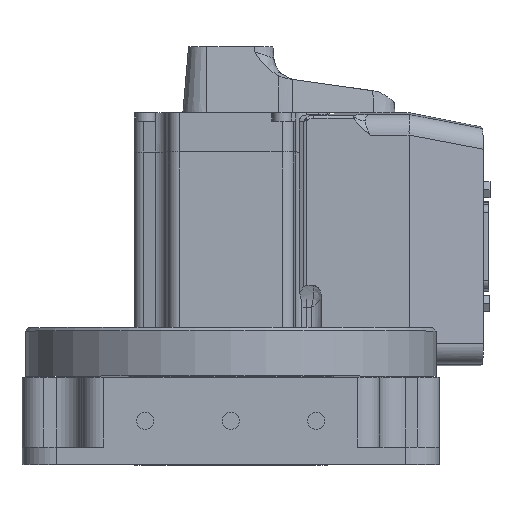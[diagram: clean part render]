
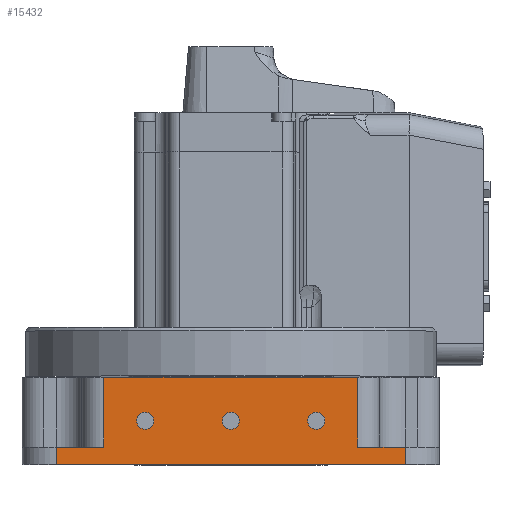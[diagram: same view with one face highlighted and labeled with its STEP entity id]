
A CAD part, top view. The second image highlights one B-rep face of the part: STEP entity #15432.
In plain terms, the highlighted planar face has unit normal (0, 0, 1).
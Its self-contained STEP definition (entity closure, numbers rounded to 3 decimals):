
#144 = DIRECTION ( 'NONE',  ( 1., 0., 0. ) ) ;
#351 = LINE ( 'NONE', #2445, #17397 ) ;
#882 = VECTOR ( 'NONE', #3565, 1000. ) ;
#1138 = EDGE_CURVE ( 'NONE', #12487, #25485, #20443, .T. ) ;
#1300 = EDGE_CURVE ( 'NONE', #25485, #12487, #17115, .T. ) ;
#1752 = AXIS2_PLACEMENT_3D ( 'NONE', #5898, #25663, #144 ) ;
#1864 = VERTEX_POINT ( 'NONE', #18743 ) ;
#2065 = CARTESIAN_POINT ( 'NONE',  ( -51., 25.38, 61. ) ) ;
#2216 = CARTESIAN_POINT ( 'NONE',  ( -25., 12.7, 61. ) ) ;
#2318 = FACE_BOUND ( 'NONE', #7622, .T. ) ;
#2422 = DIRECTION ( 'NONE',  ( 1., 0., 0. ) ) ;
#2445 = CARTESIAN_POINT ( 'NONE',  ( -37.1, 36.8, 61. ) ) ;
#3361 = EDGE_CURVE ( 'NONE', #20532, #11849, #6514, .T. ) ;
#3461 = DIRECTION ( 'NONE',  ( 1., 0., 0. ) ) ;
#3500 = CARTESIAN_POINT ( 'NONE',  ( 37.1, 25.38, 61. ) ) ;
#3565 = DIRECTION ( 'NONE',  ( 0., -1., 0. ) ) ;
#3916 = DIRECTION ( 'NONE',  ( 1., 0., 0. ) ) ;
#3950 = CARTESIAN_POINT ( 'NONE',  ( -51., 25.38, 61. ) ) ;
#4146 = EDGE_CURVE ( 'NONE', #15814, #1864, #22326, .T. ) ;
#4369 = DIRECTION ( 'NONE',  ( 1., 0., 0. ) ) ;
#4609 = DIRECTION ( 'NONE',  ( 0., -1., 0. ) ) ;
#4632 = DIRECTION ( 'NONE',  ( 0., 0., 1. ) ) ;
#4755 = CARTESIAN_POINT ( 'NONE',  ( -37.1, 5., 61. ) ) ;
#4803 = CIRCLE ( 'NONE', #6030, 2.5 ) ;
#4822 = VECTOR ( 'NONE', #11470, 1000. ) ;
#4924 = VECTOR ( 'NONE', #4609, 1000. ) ;
#5204 = EDGE_CURVE ( 'NONE', #21633, #11640, #4803, .T. ) ;
#5486 = CARTESIAN_POINT ( 'NONE',  ( -51., 5., 61. ) ) ;
#5636 = ORIENTED_EDGE ( 'NONE', *, *, #1300, .F. ) ;
#5874 = EDGE_CURVE ( 'NONE', #18350, #11849, #351, .T. ) ;
#5898 = CARTESIAN_POINT ( 'NONE',  ( 25., 12.7, 61. ) ) ;
#5925 = DIRECTION ( 'NONE',  ( 0., 0., 1. ) ) ;
#5944 = VECTOR ( 'NONE', #10802, 1000. ) ;
#5974 = FACE_BOUND ( 'NONE', #18221, .T. ) ;
#6030 = AXIS2_PLACEMENT_3D ( 'NONE', #19438, #5925, #3461 ) ;
#6098 = DIRECTION ( 'NONE',  ( 0., 0., -1. ) ) ;
#6249 = DIRECTION ( 'NONE',  ( 1., 0., 0. ) ) ;
#6514 = LINE ( 'NONE', #6907, #5944 ) ;
#6551 = EDGE_CURVE ( 'NONE', #18350, #8288, #11479, .T. ) ;
#6556 = CARTESIAN_POINT ( 'NONE',  ( 51., 5., 61. ) ) ;
#6600 = CIRCLE ( 'NONE', #10312, 2.5 ) ;
#6744 = DIRECTION ( 'NONE',  ( 0., -1., 0. ) ) ;
#6838 = DIRECTION ( 'NONE',  ( 1., 0., 0. ) ) ;
#6907 = CARTESIAN_POINT ( 'NONE',  ( -37.1, 5., 61. ) ) ;
#7162 = ORIENTED_EDGE ( 'NONE', *, *, #5204, .F. ) ;
#7165 = ORIENTED_EDGE ( 'NONE', *, *, #12280, .F. ) ;
#7622 = EDGE_LOOP ( 'NONE', ( #18277, #5636 ) ) ;
#7724 = ORIENTED_EDGE ( 'NONE', *, *, #21861, .T. ) ;
#7891 = AXIS2_PLACEMENT_3D ( 'NONE', #2216, #21850, #3916 ) ;
#8269 = CARTESIAN_POINT ( 'NONE',  ( 2.5, 12.7, 61. ) ) ;
#8288 = VERTEX_POINT ( 'NONE', #3500 ) ;
#8655 = DIRECTION ( 'NONE',  ( 0., 0., 1. ) ) ;
#8907 = ORIENTED_EDGE ( 'NONE', *, *, #17399, .F. ) ;
#9314 = CARTESIAN_POINT ( 'NONE',  ( -22.5, 12.7, 61. ) ) ;
#9469 = VECTOR ( 'NONE', #6249, 1000. ) ;
#9533 = EDGE_LOOP ( 'NONE', ( #14826, #22997, #18362, #14132, #7724, #11798, #8907, #7165 ) ) ;
#9982 = DIRECTION ( 'NONE',  ( 1., 0., 0. ) ) ;
#10010 = AXIS2_PLACEMENT_3D ( 'NONE', #20491, #8655, #2422 ) ;
#10312 = AXIS2_PLACEMENT_3D ( 'NONE', #24171, #24424, #9982 ) ;
#10392 = CARTESIAN_POINT ( 'NONE',  ( 37.1, 5., 61. ) ) ;
#10802 = DIRECTION ( 'NONE',  ( 1., 0., 0. ) ) ;
#10936 = ORIENTED_EDGE ( 'NONE', *, *, #20661, .F. ) ;
#11227 = LINE ( 'NONE', #21352, #4822 ) ;
#11470 = DIRECTION ( 'NONE',  ( 0., -1., 0. ) ) ;
#11479 = LINE ( 'NONE', #25141, #17740 ) ;
#11640 = VERTEX_POINT ( 'NONE', #17020 ) ;
#11752 = VERTEX_POINT ( 'NONE', #13745 ) ;
#11798 = ORIENTED_EDGE ( 'NONE', *, *, #4146, .T. ) ;
#11849 = VERTEX_POINT ( 'NONE', #4755 ) ;
#12210 = FACE_BOUND ( 'NONE', #15708, .T. ) ;
#12280 = EDGE_CURVE ( 'NONE', #13511, #15910, #24193, .T. ) ;
#12487 = VERTEX_POINT ( 'NONE', #19480 ) ;
#12572 = AXIS2_PLACEMENT_3D ( 'NONE', #22456, #4632, #6838 ) ;
#12581 = EDGE_CURVE ( 'NONE', #14068, #11752, #6600, .T. ) ;
#13511 = VERTEX_POINT ( 'NONE', #14849 ) ;
#13633 = FACE_OUTER_BOUND ( 'NONE', #9533, .T. ) ;
#13745 = CARTESIAN_POINT ( 'NONE',  ( -27.5, 12.7, 61. ) ) ;
#14068 = VERTEX_POINT ( 'NONE', #9314 ) ;
#14132 = ORIENTED_EDGE ( 'NONE', *, *, #3361, .F. ) ;
#14154 = CIRCLE ( 'NONE', #10010, 2.5 ) ;
#14658 = CARTESIAN_POINT ( 'NONE',  ( -37.1, 25.38, 61. ) ) ;
#14826 = ORIENTED_EDGE ( 'NONE', *, *, #15797, .F. ) ;
#14849 = CARTESIAN_POINT ( 'NONE',  ( 37.1, 5., 61. ) ) ;
#15432 = ADVANCED_FACE ( 'NONE', ( #2318, #12210, #5974, #13633 ), #16235, .F. ) ;
#15708 = EDGE_LOOP ( 'NONE', ( #7162, #21583 ) ) ;
#15797 = EDGE_CURVE ( 'NONE', #8288, #13511, #16034, .T. ) ;
#15814 = VERTEX_POINT ( 'NONE', #24119 ) ;
#15910 = VERTEX_POINT ( 'NONE', #6556 ) ;
#15918 = LINE ( 'NONE', #3950, #882 ) ;
#16034 = LINE ( 'NONE', #23856, #4924 ) ;
#16068 = CARTESIAN_POINT ( 'NONE',  ( -51., 0., 61. ) ) ;
#16235 = PLANE ( 'NONE',  #23166 ) ;
#17020 = CARTESIAN_POINT ( 'NONE',  ( -2.5, 12.7, 61. ) ) ;
#17115 = CIRCLE ( 'NONE', #1752, 2.5 ) ;
#17317 = VECTOR ( 'NONE', #4369, 1000. ) ;
#17397 = VECTOR ( 'NONE', #6744, 1000. ) ;
#17399 = EDGE_CURVE ( 'NONE', #15910, #1864, #11227, .T. ) ;
#17740 = VECTOR ( 'NONE', #23592, 1000. ) ;
#18093 = ORIENTED_EDGE ( 'NONE', *, *, #12581, .F. ) ;
#18221 = EDGE_LOOP ( 'NONE', ( #18093, #10936 ) ) ;
#18267 = CIRCLE ( 'NONE', #7891, 2.5 ) ;
#18277 = ORIENTED_EDGE ( 'NONE', *, *, #1138, .F. ) ;
#18350 = VERTEX_POINT ( 'NONE', #14658 ) ;
#18362 = ORIENTED_EDGE ( 'NONE', *, *, #5874, .T. ) ;
#18743 = CARTESIAN_POINT ( 'NONE',  ( 51., 0., 61. ) ) ;
#19067 = CARTESIAN_POINT ( 'NONE',  ( 22.5, 12.7, 61. ) ) ;
#19438 = CARTESIAN_POINT ( 'NONE',  ( 0., 12.7, 61. ) ) ;
#19480 = CARTESIAN_POINT ( 'NONE',  ( 27.5, 12.7, 61. ) ) ;
#19735 = DIRECTION ( 'NONE',  ( -1., 0., 0. ) ) ;
#20443 = CIRCLE ( 'NONE', #12572, 2.5 ) ;
#20491 = CARTESIAN_POINT ( 'NONE',  ( 0., 12.7, 61. ) ) ;
#20532 = VERTEX_POINT ( 'NONE', #5486 ) ;
#20661 = EDGE_CURVE ( 'NONE', #11752, #14068, #18267, .T. ) ;
#21352 = CARTESIAN_POINT ( 'NONE',  ( 51., 25.38, 61. ) ) ;
#21583 = ORIENTED_EDGE ( 'NONE', *, *, #21627, .F. ) ;
#21627 = EDGE_CURVE ( 'NONE', #11640, #21633, #14154, .T. ) ;
#21633 = VERTEX_POINT ( 'NONE', #8269 ) ;
#21850 = DIRECTION ( 'NONE',  ( 0., 0., 1. ) ) ;
#21861 = EDGE_CURVE ( 'NONE', #20532, #15814, #15918, .T. ) ;
#22326 = LINE ( 'NONE', #16068, #17317 ) ;
#22456 = CARTESIAN_POINT ( 'NONE',  ( 25., 12.7, 61. ) ) ;
#22997 = ORIENTED_EDGE ( 'NONE', *, *, #6551, .F. ) ;
#23166 = AXIS2_PLACEMENT_3D ( 'NONE', #2065, #6098, #19735 ) ;
#23592 = DIRECTION ( 'NONE',  ( 1., 0., 0. ) ) ;
#23856 = CARTESIAN_POINT ( 'NONE',  ( 37.1, 36.8, 61. ) ) ;
#24119 = CARTESIAN_POINT ( 'NONE',  ( -51., 0., 61. ) ) ;
#24171 = CARTESIAN_POINT ( 'NONE',  ( -25., 12.7, 61. ) ) ;
#24193 = LINE ( 'NONE', #10392, #9469 ) ;
#24424 = DIRECTION ( 'NONE',  ( 0., 0., 1. ) ) ;
#25141 = CARTESIAN_POINT ( 'NONE',  ( -51., 25.38, 61. ) ) ;
#25485 = VERTEX_POINT ( 'NONE', #19067 ) ;
#25663 = DIRECTION ( 'NONE',  ( 0., 0., 1. ) ) ;
